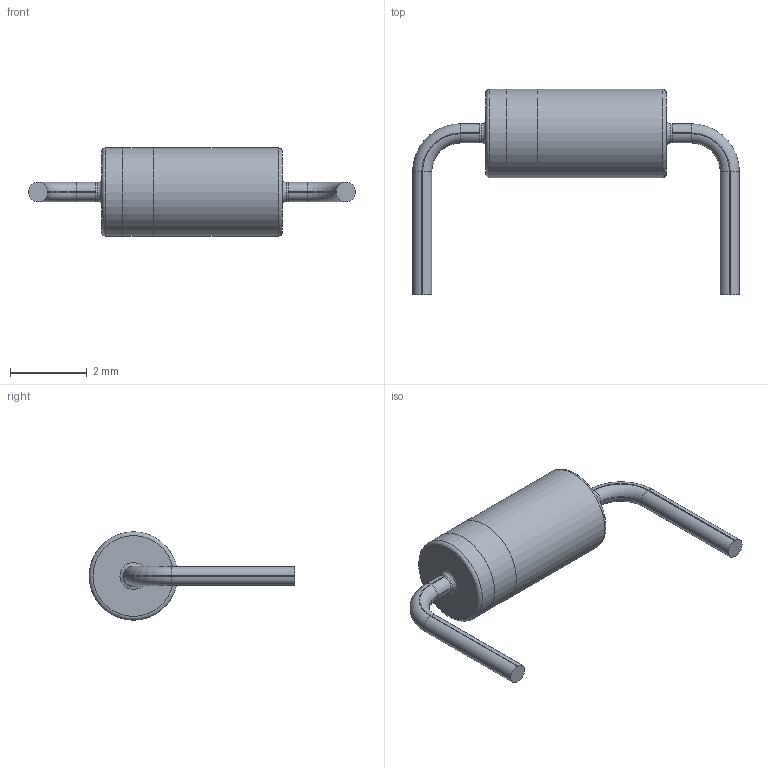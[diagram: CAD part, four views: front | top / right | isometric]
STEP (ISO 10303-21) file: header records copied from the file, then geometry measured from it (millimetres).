
FILE_DESCRIPTION(('FreeCAD Model'),'2;1');
FILE_NAME('DO-35-glass_horizontal_pitch_8.0.step','2020-01-18T15:59:24',( 'Author'),(''),'Open CASCADE STEP processor 7.3','FreeCAD','Unknown' );
FILE_SCHEMA(('AUTOMOTIVE_DESIGN { 1 0 10303 214 1 1 1 1 }'));
Length unit declared in the file: millimetre
Products named in the file (3): Fillet; Fillet001; Revolve
Bounding box: 8.5 x 5.35 x 2.3 mm (x, y, z)
Volume: 21.7 mm3; surface area: 59.5 mm2
Topology: 3 solids, 3 shells, 57 faces, 125 edges, 76 vertices
Faces by surface type: cylinder 25, plane 20, torus 8, revolution 4
Full cylindrical faces by diameter (mm): 0.5 x2, 2.3 x3
Entity records: 3652 total; most frequent: CARTESIAN_POINT 635, DIRECTION 512, ORIENTED_EDGE 250, PCURVE 250, DEFINITIONAL_REPRESENTATION 250, LINE 249, VECTOR 249, EDGE_CURVE 125
